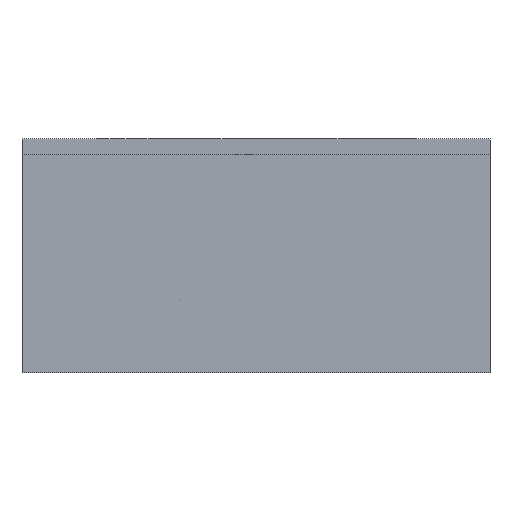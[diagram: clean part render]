
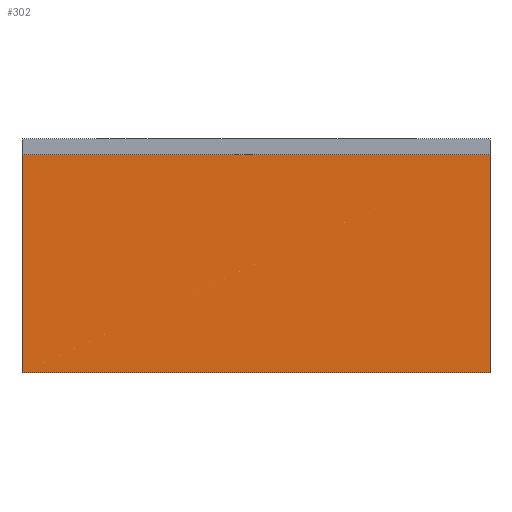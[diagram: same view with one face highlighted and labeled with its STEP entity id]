
A CAD part, front view. The second image highlights one B-rep face of the part: STEP entity #302.
In plain terms, the highlighted planar face has unit normal (0, -1, 0).
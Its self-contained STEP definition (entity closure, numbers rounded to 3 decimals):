
#104 = VERTEX_POINT('',#105);
#105 = CARTESIAN_POINT('',(3.,-16.5,0.));
#154 = VERTEX_POINT('',#155);
#155 = CARTESIAN_POINT('',(3.,-16.5,2.8));
#161 = EDGE_CURVE('',#104,#154,#162,.T.);
#162 = LINE('',#163,#164);
#163 = CARTESIAN_POINT('',(3.,-16.5,0.));
#164 = VECTOR('',#165,1.);
#165 = DIRECTION('',(0.,0.,1.));
#200 = VERTEX_POINT('',#201);
#201 = CARTESIAN_POINT('',(-3.,-16.5,0.));
#207 = EDGE_CURVE('',#200,#208,#210,.T.);
#208 = VERTEX_POINT('',#209);
#209 = CARTESIAN_POINT('',(-3.,-16.5,2.8));
#210 = LINE('',#211,#212);
#211 = CARTESIAN_POINT('',(-3.,-16.5,0.));
#212 = VECTOR('',#213,1.);
#213 = DIRECTION('',(0.,0.,1.));
#291 = EDGE_CURVE('',#104,#200,#292,.T.);
#292 = LINE('',#293,#294);
#293 = CARTESIAN_POINT('',(3.,-16.5,0.));
#294 = VECTOR('',#295,1.);
#295 = DIRECTION('',(-1.,0.,0.));
#302 = ADVANCED_FACE('',(#303),#314,.T.);
#303 = FACE_BOUND('',#304,.T.);
#304 = EDGE_LOOP('',(#305,#306,#307,#313));
#305 = ORIENTED_EDGE('',*,*,#291,.F.);
#306 = ORIENTED_EDGE('',*,*,#161,.T.);
#307 = ORIENTED_EDGE('',*,*,#308,.T.);
#308 = EDGE_CURVE('',#154,#208,#309,.T.);
#309 = LINE('',#310,#311);
#310 = CARTESIAN_POINT('',(1.506,-16.5,2.8));
#311 = VECTOR('',#312,1.);
#312 = DIRECTION('',(-1.,0.,0.));
#313 = ORIENTED_EDGE('',*,*,#207,.F.);
#314 = PLANE('',#315);
#315 = AXIS2_PLACEMENT_3D('',#316,#317,#318);
#316 = CARTESIAN_POINT('',(3.,-16.5,0.));
#317 = DIRECTION('',(0.,-1.,0.));
#318 = DIRECTION('',(-1.,0.,0.));
